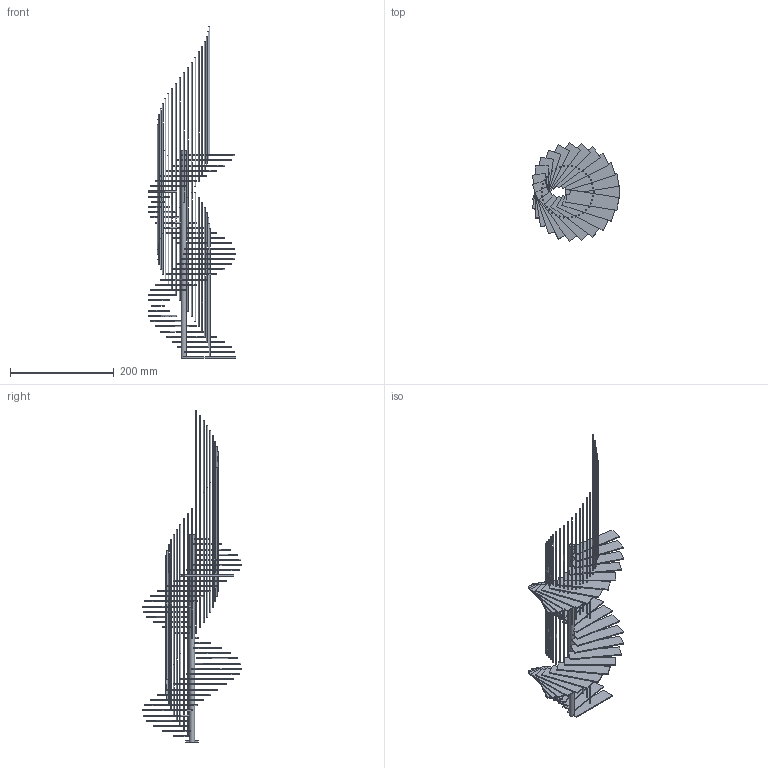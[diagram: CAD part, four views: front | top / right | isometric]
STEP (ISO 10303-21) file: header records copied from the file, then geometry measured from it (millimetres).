
FILE_DESCRIPTION(('Open CASCADE Model'),'2;1');
FILE_NAME('Open CASCADE Shape Model','2024-05-26T17:25:54',('Author'),( 'Open CASCADE'),'Open CASCADE STEP processor 7.7','Open CASCADE 7.7' ,'Unknown');
FILE_SCHEMA(('AUTOMOTIVE_DESIGN { 1 0 10303 214 1 1 1 1 }'));
Length unit declared in the file: millimetre
Products named in the file (17): Open CASCADE STEP translator 7.7 166; Open CASCADE STEP translator 7.7 166.1; Open CASCADE STEP translator 7.7 166.2; Open CASCADE STEP translator 7.7 166.3; Open CASCADE STEP translator 7.7 166.4; Open CASCADE STEP translator 7.7 166.5; Open CASCADE STEP translator 7.7 166.6; Open CASCADE STEP translator 7.7 166.7; Open CASCADE STEP translator 7.7 166.8; Open CASCADE STEP translator 7.7 166.9; Open CASCADE STEP translator 7.7 166.10; Open CASCADE STEP translator 7.7 166.11; Open CASCADE STEP translator 7.7 166.12; Open CASCADE STEP translator 7.7 166.13; Open CASCADE STEP translator 7.7 166.14; Open CASCADE STEP translator 7.7 166.15; Open CASCADE STEP translator 7.7 166.16
Assembly tree (16 placements, depth 2):
  Open CASCADE STEP translator 7.7 166
    Open CASCADE STEP translator 7.7 166.1
    Open CASCADE STEP translator 7.7 166.2
    Open CASCADE STEP translator 7.7 166.3
    Open CASCADE STEP translator 7.7 166.4
    Open CASCADE STEP translator 7.7 166.5
    Open CASCADE STEP translator 7.7 166.6
    Open CASCADE STEP translator 7.7 166.7
    Open CASCADE STEP translator 7.7 166.8
    Open CASCADE STEP translator 7.7 166.9
    Open CASCADE STEP translator 7.7 166.10
    Open CASCADE STEP translator 7.7 166.11
    Open CASCADE STEP translator 7.7 166.12
    Open CASCADE STEP translator 7.7 166.13
    Open CASCADE STEP translator 7.7 166.14
    Open CASCADE STEP translator 7.7 166.15
    Open CASCADE STEP translator 7.7 166.16
Bounding box: 167.79 x 190.7 x 640 mm (x, y, z)
Volume: 261457.5 mm3; surface area: 292401 mm2
Topology: 16 solids, 16 shells, 485 faces, 1074 edges, 716 vertices
Faces by surface type: plane 328, cylinder 157
Full cylindrical faces by diameter (mm): 2 x156, 10 x1
Entity records: 28889 total; most frequent: CARTESIAN_POINT 6222, DIRECTION 4305, LINE 2470, VECTOR 2470, ORIENTED_EDGE 2148, PCURVE 2148, DEFINITIONAL_REPRESENTATION 2148, EDGE_CURVE 1074
